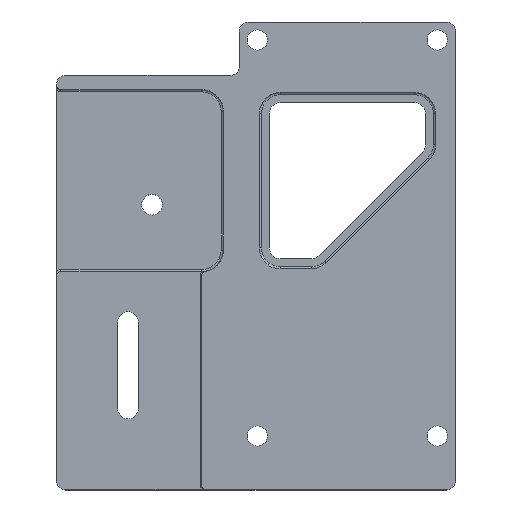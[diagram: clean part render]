
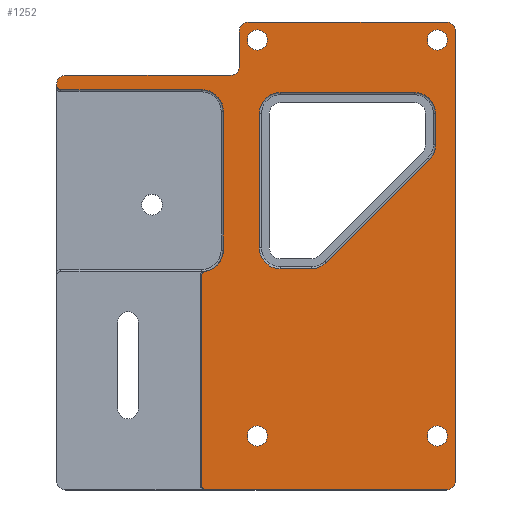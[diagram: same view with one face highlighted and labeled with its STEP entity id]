
A CAD part, top view. The second image highlights one B-rep face of the part: STEP entity #1252.
In plain terms, the highlighted planar face has unit normal (0, 0, 1).
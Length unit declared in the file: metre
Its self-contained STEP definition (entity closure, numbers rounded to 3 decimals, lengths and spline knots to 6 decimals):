
#88=CIRCLE('',#1364,0.001778);
#89=CIRCLE('',#1365,0.001778);
#90=CIRCLE('',#1366,0.001778);
#91=CIRCLE('',#1367,0.001778);
#92=CIRCLE('',#1368,0.003683);
#93=CIRCLE('',#1369,0.003683);
#94=CIRCLE('',#1370,0.003683);
#95=CIRCLE('',#1371,0.003683);
#96=CIRCLE('',#1372,0.003683);
#97=CIRCLE('',#1373,0.000762);
#98=CIRCLE('',#1374,0.001588);
#99=CIRCLE('',#1375,0.001588);
#100=CIRCLE('',#1376,0.001588);
#101=CIRCLE('',#1377,0.001588);
#102=CIRCLE('',#1378,0.001588);
#103=CIRCLE('',#1379,0.000762);
#104=CIRCLE('',#1380,0.00381);
#105=CIRCLE('',#1381,0.00381);
#106=CIRCLE('',#1382,0.000762);
#193=ORIENTED_EDGE('',*,*,#571,.T.);
#194=ORIENTED_EDGE('',*,*,#572,.T.);
#195=ORIENTED_EDGE('',*,*,#573,.T.);
#196=ORIENTED_EDGE('',*,*,#574,.T.);
#197=ORIENTED_EDGE('',*,*,#575,.F.);
#198=ORIENTED_EDGE('',*,*,#576,.T.);
#199=ORIENTED_EDGE('',*,*,#577,.F.);
#200=ORIENTED_EDGE('',*,*,#578,.F.);
#201=ORIENTED_EDGE('',*,*,#579,.F.);
#202=ORIENTED_EDGE('',*,*,#580,.T.);
#203=ORIENTED_EDGE('',*,*,#581,.F.);
#204=ORIENTED_EDGE('',*,*,#582,.T.);
#205=ORIENTED_EDGE('',*,*,#583,.F.);
#206=ORIENTED_EDGE('',*,*,#584,.T.);
#207=ORIENTED_EDGE('',*,*,#585,.T.);
#208=ORIENTED_EDGE('',*,*,#586,.T.);
#209=ORIENTED_EDGE('',*,*,#587,.F.);
#210=ORIENTED_EDGE('',*,*,#588,.T.);
#211=ORIENTED_EDGE('',*,*,#589,.F.);
#212=ORIENTED_EDGE('',*,*,#590,.T.);
#213=ORIENTED_EDGE('',*,*,#591,.F.);
#214=ORIENTED_EDGE('',*,*,#592,.T.);
#215=ORIENTED_EDGE('',*,*,#593,.F.);
#216=ORIENTED_EDGE('',*,*,#594,.F.);
#217=ORIENTED_EDGE('',*,*,#595,.F.);
#218=ORIENTED_EDGE('',*,*,#596,.T.);
#219=ORIENTED_EDGE('',*,*,#597,.F.);
#220=ORIENTED_EDGE('',*,*,#598,.T.);
#221=ORIENTED_EDGE('',*,*,#599,.T.);
#222=ORIENTED_EDGE('',*,*,#600,.F.);
#223=ORIENTED_EDGE('',*,*,#601,.T.);
#224=ORIENTED_EDGE('',*,*,#602,.F.);
#225=ORIENTED_EDGE('',*,*,#603,.T.);
#571=EDGE_CURVE('',#760,#760,#88,.T.);
#572=EDGE_CURVE('',#761,#761,#89,.T.);
#573=EDGE_CURVE('',#762,#762,#90,.T.);
#574=EDGE_CURVE('',#763,#763,#91,.T.);
#575=EDGE_CURVE('',#764,#765,#92,.T.);
#576=EDGE_CURVE('',#764,#766,#859,.T.);
#577=EDGE_CURVE('',#767,#766,#93,.T.);
#578=EDGE_CURVE('',#768,#767,#860,.T.);
#579=EDGE_CURVE('',#769,#768,#94,.T.);
#580=EDGE_CURVE('',#769,#770,#861,.T.);
#581=EDGE_CURVE('',#771,#770,#95,.T.);
#582=EDGE_CURVE('',#771,#772,#862,.T.);
#583=EDGE_CURVE('',#773,#772,#96,.T.);
#584=EDGE_CURVE('',#773,#765,#863,.T.);
#585=EDGE_CURVE('',#774,#775,#864,.T.);
#586=EDGE_CURVE('',#775,#776,#97,.T.);
#587=EDGE_CURVE('',#777,#776,#865,.T.);
#588=EDGE_CURVE('',#777,#778,#98,.T.);
#589=EDGE_CURVE('',#779,#778,#866,.T.);
#590=EDGE_CURVE('',#779,#780,#99,.T.);
#591=EDGE_CURVE('',#781,#780,#867,.T.);
#592=EDGE_CURVE('',#781,#782,#100,.T.);
#593=EDGE_CURVE('',#783,#782,#868,.T.);
#594=EDGE_CURVE('',#784,#783,#101,.T.);
#595=EDGE_CURVE('',#785,#784,#869,.T.);
#596=EDGE_CURVE('',#785,#786,#102,.T.);
#597=EDGE_CURVE('',#787,#786,#870,.T.);
#598=EDGE_CURVE('',#787,#788,#103,.T.);
#599=EDGE_CURVE('',#788,#789,#871,.T.);
#600=EDGE_CURVE('',#790,#789,#104,.T.);
#601=EDGE_CURVE('',#790,#791,#872,.T.);
#602=EDGE_CURVE('',#792,#791,#105,.T.);
#603=EDGE_CURVE('',#792,#774,#106,.T.);
#760=VERTEX_POINT('',#2007);
#761=VERTEX_POINT('',#2009);
#762=VERTEX_POINT('',#2011);
#763=VERTEX_POINT('',#2013);
#764=VERTEX_POINT('',#2015);
#765=VERTEX_POINT('',#2016);
#766=VERTEX_POINT('',#2018);
#767=VERTEX_POINT('',#2020);
#768=VERTEX_POINT('',#2022);
#769=VERTEX_POINT('',#2024);
#770=VERTEX_POINT('',#2026);
#771=VERTEX_POINT('',#2028);
#772=VERTEX_POINT('',#2030);
#773=VERTEX_POINT('',#2032);
#774=VERTEX_POINT('',#2035);
#775=VERTEX_POINT('',#2036);
#776=VERTEX_POINT('',#2038);
#777=VERTEX_POINT('',#2040);
#778=VERTEX_POINT('',#2042);
#779=VERTEX_POINT('',#2044);
#780=VERTEX_POINT('',#2046);
#781=VERTEX_POINT('',#2048);
#782=VERTEX_POINT('',#2050);
#783=VERTEX_POINT('',#2052);
#784=VERTEX_POINT('',#2054);
#785=VERTEX_POINT('',#2056);
#786=VERTEX_POINT('',#2058);
#787=VERTEX_POINT('',#2060);
#788=VERTEX_POINT('',#2062);
#789=VERTEX_POINT('',#2064);
#790=VERTEX_POINT('',#2066);
#791=VERTEX_POINT('',#2068);
#792=VERTEX_POINT('',#2070);
#859=LINE('',#2017,#958);
#860=LINE('',#2021,#959);
#861=LINE('',#2025,#960);
#862=LINE('',#2029,#961);
#863=LINE('',#2033,#962);
#864=LINE('',#2034,#963);
#865=LINE('',#2039,#964);
#866=LINE('',#2043,#965);
#867=LINE('',#2047,#966);
#868=LINE('',#2051,#967);
#869=LINE('',#2055,#968);
#870=LINE('',#2059,#969);
#871=LINE('',#2063,#970);
#872=LINE('',#2067,#971);
#958=VECTOR('',#1582,1.);
#959=VECTOR('',#1585,1.);
#960=VECTOR('',#1588,1.);
#961=VECTOR('',#1591,1.);
#962=VECTOR('',#1594,1.);
#963=VECTOR('',#1595,1.);
#964=VECTOR('',#1598,1.);
#965=VECTOR('',#1601,1.);
#966=VECTOR('',#1604,1.);
#967=VECTOR('',#1607,1.);
#968=VECTOR('',#1610,1.);
#969=VECTOR('',#1613,1.);
#970=VECTOR('',#1616,1.);
#971=VECTOR('',#1619,1.);
#1048=EDGE_LOOP('',(#193));
#1049=EDGE_LOOP('',(#194));
#1050=EDGE_LOOP('',(#195));
#1051=EDGE_LOOP('',(#196));
#1052=EDGE_LOOP('',(#197,#198,#199,#200,#201,#202,#203,#204,#205,#206));
#1053=EDGE_LOOP('',(#207,#208,#209,#210,#211,#212,#213,#214,#215,#216,#217,
#218,#219,#220,#221,#222,#223,#224,#225));
#1141=FACE_BOUND('',#1048,.T.);
#1142=FACE_BOUND('',#1049,.T.);
#1143=FACE_BOUND('',#1050,.T.);
#1144=FACE_BOUND('',#1051,.T.);
#1145=FACE_BOUND('',#1052,.T.);
#1146=FACE_BOUND('',#1053,.T.);
#1226=PLANE('',#1363);
#1252=ADVANCED_FACE('',(#1141,#1142,#1143,#1144,#1145,#1146),#1226,.T.);
#1363=AXIS2_PLACEMENT_3D('',#2005,#1570,#1571);
#1364=AXIS2_PLACEMENT_3D('',#2006,#1572,#1573);
#1365=AXIS2_PLACEMENT_3D('',#2008,#1574,#1575);
#1366=AXIS2_PLACEMENT_3D('',#2010,#1576,#1577);
#1367=AXIS2_PLACEMENT_3D('',#2012,#1578,#1579);
#1368=AXIS2_PLACEMENT_3D('',#2014,#1580,#1581);
#1369=AXIS2_PLACEMENT_3D('',#2019,#1583,#1584);
#1370=AXIS2_PLACEMENT_3D('',#2023,#1586,#1587);
#1371=AXIS2_PLACEMENT_3D('',#2027,#1589,#1590);
#1372=AXIS2_PLACEMENT_3D('',#2031,#1592,#1593);
#1373=AXIS2_PLACEMENT_3D('',#2037,#1596,#1597);
#1374=AXIS2_PLACEMENT_3D('',#2041,#1599,#1600);
#1375=AXIS2_PLACEMENT_3D('',#2045,#1602,#1603);
#1376=AXIS2_PLACEMENT_3D('',#2049,#1605,#1606);
#1377=AXIS2_PLACEMENT_3D('',#2053,#1608,#1609);
#1378=AXIS2_PLACEMENT_3D('',#2057,#1611,#1612);
#1379=AXIS2_PLACEMENT_3D('',#2061,#1614,#1615);
#1380=AXIS2_PLACEMENT_3D('',#2065,#1617,#1618);
#1381=AXIS2_PLACEMENT_3D('',#2069,#1620,#1621);
#1382=AXIS2_PLACEMENT_3D('',#2071,#1622,#1623);
#1570=DIRECTION('',(0.,0.,1.));
#1571=DIRECTION('',(1.,0.,0.));
#1572=DIRECTION('',(0.,0.,-1.));
#1573=DIRECTION('',(-1.,0.,0.));
#1574=DIRECTION('',(0.,0.,-1.));
#1575=DIRECTION('',(-1.,0.,0.));
#1576=DIRECTION('',(0.,0.,-1.));
#1577=DIRECTION('',(-1.,0.,0.));
#1578=DIRECTION('',(0.,0.,-1.));
#1579=DIRECTION('',(-1.,0.,0.));
#1580=DIRECTION('',(0.,0.,1.));
#1581=DIRECTION('',(1.,0.,0.));
#1582=DIRECTION('',(0.,-1.,0.));
#1583=DIRECTION('',(0.,0.,1.));
#1584=DIRECTION('',(1.,0.,0.));
#1585=DIRECTION('',(0.707,0.707,0.));
#1586=DIRECTION('',(0.,0.,1.));
#1587=DIRECTION('',(1.,0.,0.));
#1588=DIRECTION('',(-1.,0.,0.));
#1589=DIRECTION('',(0.,0.,1.));
#1590=DIRECTION('',(1.,0.,0.));
#1591=DIRECTION('',(0.,1.,0.));
#1592=DIRECTION('',(0.,0.,1.));
#1593=DIRECTION('',(1.,0.,0.));
#1594=DIRECTION('',(1.,0.,0.));
#1595=DIRECTION('',(0.,-1.,0.));
#1596=DIRECTION('',(0.,0.,1.));
#1597=DIRECTION('',(1.,0.,0.));
#1598=DIRECTION('',(-1.,0.,0.));
#1599=DIRECTION('',(0.,0.,1.));
#1600=DIRECTION('',(1.,0.,0.));
#1601=DIRECTION('',(0.,-1.,0.));
#1602=DIRECTION('',(0.,0.,1.));
#1603=DIRECTION('',(1.,0.,0.));
#1604=DIRECTION('',(1.,0.,0.));
#1605=DIRECTION('',(0.,0.,1.));
#1606=DIRECTION('',(1.,0.,0.));
#1607=DIRECTION('',(0.,1.,0.));
#1608=DIRECTION('',(0.,0.,1.));
#1609=DIRECTION('',(1.,0.,0.));
#1610=DIRECTION('',(1.,0.,0.));
#1611=DIRECTION('',(0.,0.,1.));
#1612=DIRECTION('',(1.,0.,0.));
#1613=DIRECTION('',(0.,1.,0.));
#1614=DIRECTION('',(0.,0.,1.));
#1615=DIRECTION('',(1.,0.,0.));
#1616=DIRECTION('',(1.,0.,0.));
#1617=DIRECTION('',(0.,0.,1.));
#1618=DIRECTION('',(1.,0.,0.));
#1619=DIRECTION('',(0.,-1.,0.));
#1620=DIRECTION('',(0.,0.,1.));
#1621=DIRECTION('',(1.,0.,0.));
#1622=DIRECTION('',(0.,0.,1.));
#1623=DIRECTION('',(1.,0.,0.));
#2005=CARTESIAN_POINT('',(0.006096,0.011621,0.));
#2006=CARTESIAN_POINT('',(0.0381,-0.018542,0.));
#2007=CARTESIAN_POINT('',(0.036322,-0.018542,0.));
#2008=CARTESIAN_POINT('',(0.00635,-0.018542,0.));
#2009=CARTESIAN_POINT('',(0.004572,-0.018542,0.));
#2010=CARTESIAN_POINT('',(0.00635,0.051308,0.));
#2011=CARTESIAN_POINT('',(0.004572,0.051308,0.));
#2012=CARTESIAN_POINT('',(0.0381,0.051308,0.));
#2013=CARTESIAN_POINT('',(0.036322,0.051308,0.));
#2014=CARTESIAN_POINT('',(0.034087,0.038354,0.));
#2015=CARTESIAN_POINT('',(0.03777,0.038354,0.));
#2016=CARTESIAN_POINT('',(0.034087,0.042037,0.));
#2017=CARTESIAN_POINT('',(0.03777,0.035591,0.));
#2018=CARTESIAN_POINT('',(0.03777,0.032828,0.));
#2019=CARTESIAN_POINT('',(0.034087,0.032828,0.));
#2020=CARTESIAN_POINT('',(0.036691,0.030223,0.));
#2021=CARTESIAN_POINT('',(0.027593,0.021125,0.));
#2022=CARTESIAN_POINT('',(0.018494,0.012026,0.));
#2023=CARTESIAN_POINT('',(0.01589,0.01463,0.));
#2024=CARTESIAN_POINT('',(0.01589,0.010947,0.));
#2025=CARTESIAN_POINT('',(0.013126,0.010947,0.));
#2026=CARTESIAN_POINT('',(0.010363,0.010947,0.));
#2027=CARTESIAN_POINT('',(0.010363,0.01463,0.));
#2028=CARTESIAN_POINT('',(0.00668,0.01463,0.));
#2029=CARTESIAN_POINT('',(0.00668,0.026492,0.));
#2030=CARTESIAN_POINT('',(0.00668,0.038354,0.));
#2031=CARTESIAN_POINT('',(0.010363,0.038354,0.));
#2032=CARTESIAN_POINT('',(0.010363,0.042037,0.));
#2033=CARTESIAN_POINT('',(0.022225,0.042037,0.));
#2034=CARTESIAN_POINT('',(-0.00348,-0.008814,0.));
#2035=CARTESIAN_POINT('',(-0.00348,0.009741,0.));
#2036=CARTESIAN_POINT('',(-0.00348,-0.027305,0.));
#2037=CARTESIAN_POINT('',(-0.002718,-0.027305,0.));
#2038=CARTESIAN_POINT('',(-0.002718,-0.028067,0.));
#2039=CARTESIAN_POINT('',(0.006096,-0.028067,0.));
#2040=CARTESIAN_POINT('',(0.039688,-0.028067,0.));
#2041=CARTESIAN_POINT('',(0.039688,-0.02648,0.));
#2042=CARTESIAN_POINT('',(0.041275,-0.02648,0.));
#2043=CARTESIAN_POINT('',(0.041275,0.013208,0.));
#2044=CARTESIAN_POINT('',(0.041275,0.052896,0.));
#2045=CARTESIAN_POINT('',(0.039688,0.052896,0.));
#2046=CARTESIAN_POINT('',(0.039688,0.054483,0.));
#2047=CARTESIAN_POINT('',(0.022225,0.054483,0.));
#2048=CARTESIAN_POINT('',(0.004763,0.054483,0.));
#2049=CARTESIAN_POINT('',(0.004763,0.052896,0.));
#2050=CARTESIAN_POINT('',(0.003175,0.052896,0.));
#2051=CARTESIAN_POINT('',(0.003175,0.052165,0.));
#2052=CARTESIAN_POINT('',(0.003175,0.046673,0.));
#2053=CARTESIAN_POINT('',(0.001588,0.046673,0.));
#2054=CARTESIAN_POINT('',(0.001588,0.045085,0.));
#2055=CARTESIAN_POINT('',(-0.012954,0.045085,0.));
#2056=CARTESIAN_POINT('',(-0.027496,0.045085,0.));
#2057=CARTESIAN_POINT('',(-0.027496,0.043498,0.));
#2058=CARTESIAN_POINT('',(-0.029083,0.043498,0.));
#2059=CARTESIAN_POINT('',(-0.029083,0.008509,0.));
#2060=CARTESIAN_POINT('',(-0.029083,0.043307,0.));
#2061=CARTESIAN_POINT('',(-0.028321,0.043307,0.));
#2062=CARTESIAN_POINT('',(-0.028321,0.042545,0.));
#2063=CARTESIAN_POINT('',(-0.016281,0.042545,0.));
#2064=CARTESIAN_POINT('',(-0.00348,0.042545,0.));
#2065=CARTESIAN_POINT('',(-0.00348,0.038735,0.));
#2066=CARTESIAN_POINT('',(0.00033,0.038735,0.));
#2067=CARTESIAN_POINT('',(0.00033,0.026492,0.));
#2068=CARTESIAN_POINT('',(0.00033,0.014249,0.));
#2069=CARTESIAN_POINT('',(-0.00348,0.014249,0.));
#2070=CARTESIAN_POINT('',(-0.002845,0.010493,0.));
#2071=CARTESIAN_POINT('',(-0.002718,0.009741,0.));
